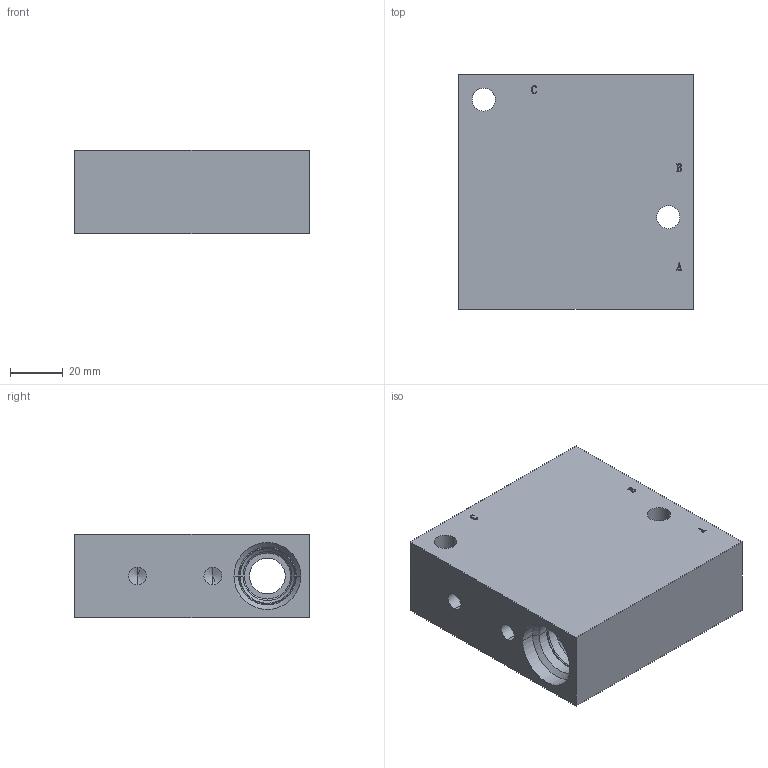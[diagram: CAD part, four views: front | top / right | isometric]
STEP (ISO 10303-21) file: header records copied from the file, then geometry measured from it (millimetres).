
FILE_DESCRIPTION (( 'STEP AP203' ), '1' );
FILE_NAME ('ML-60-FRW-13A2-11A3-G04-Z01.STEP', '2026-02-26T00:46:48', ( '' ), ( '' ), 'SwSTEP 2.0', 'SolidWorks 2018', '' );
FILE_SCHEMA (( 'CONFIG_CONTROL_DESIGN' ));
Length unit declared in the file: millimetre
Products named in the file (1): ML-60-FRW-13A2-11A3-G04-Z01
Bounding box: 88.9 x 88.9 x 31.75 mm (x, y, z)
Volume: 181350.3 mm3; surface area: 41393.5 mm2
Topology: 1 solids, 1 shells, 174 faces, 433 edges, 270 vertices
Faces by surface type: cylinder 50, plane 49, bspline 40, cone 35
Entity records: 7012 total; most frequent: CARTESIAN_POINT 3018, ORIENTED_EDGE 858, DIRECTION 709, EDGE_CURVE 429, VERTEX_POINT 270, AXIS2_PLACEMENT_3D 241, VECTOR 227, LINE 227
